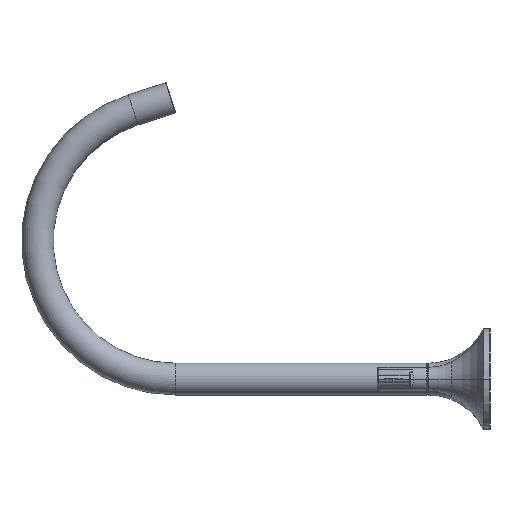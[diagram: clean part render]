
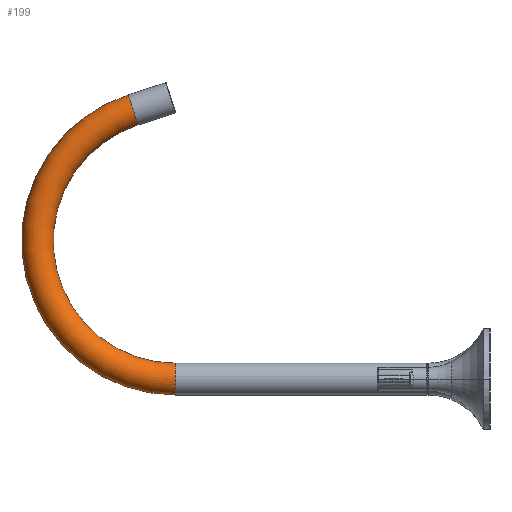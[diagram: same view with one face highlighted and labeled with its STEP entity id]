
A CAD part, left-side view. The second image highlights one B-rep face of the part: STEP entity #199.
In plain terms, the highlighted toroidal (fillet/blend) face has major radius 82.5 mm and minor radius 9.5 mm.
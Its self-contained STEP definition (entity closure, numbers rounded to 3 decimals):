
#79 = CARTESIAN_POINT ( 'NONE',  ( 0., 151., 0. ) ) ;
#134 = CIRCLE ( 'NONE', #2179, 9.5 ) ;
#199 = ADVANCED_FACE ( 'NONE', ( #749 ), #746, .T. ) ;
#281 = CIRCLE ( 'NONE', #511, 73. ) ;
#395 = EDGE_CURVE ( 'NONE', #3088, #2588, #668, .T. ) ;
#511 = AXIS2_PLACEMENT_3D ( 'NONE', #573, #564, #552 ) ;
#552 = DIRECTION ( 'NONE',  ( 0., 0., -1. ) ) ;
#564 = DIRECTION ( 'NONE',  ( 1., 0., 0. ) ) ;
#573 = CARTESIAN_POINT ( 'NONE',  ( 0., 151., 82.5 ) ) ;
#589 = CARTESIAN_POINT ( 'NONE',  ( 0., 151., -9.5 ) ) ;
#668 = CIRCLE ( 'NONE', #1759, 9.5 ) ;
#721 = AXIS2_PLACEMENT_3D ( 'NONE', #1633, #1707, #1543 ) ;
#746 = TOROIDAL_SURFACE ( 'NONE', #2020, 82.5, 9.5 ) ;
#749 = FACE_OUTER_BOUND ( 'NONE', #3057, .T. ) ;
#1070 = CARTESIAN_POINT ( 'NONE',  ( 0., 179.181, 170.078 ) ) ;
#1161 = EDGE_CURVE ( 'NONE', #2530, #2588, #281, .T. ) ;
#1518 = CARTESIAN_POINT ( 'NONE',  ( 0., 173.361, 151.991 ) ) ;
#1520 = ORIENTED_EDGE ( 'NONE', *, *, #395, .F. ) ;
#1533 = EDGE_CURVE ( 'NONE', #1764, #2530, #134, .T. ) ;
#1543 = DIRECTION ( 'NONE',  ( 0., 0., -1. ) ) ;
#1570 = CARTESIAN_POINT ( 'NONE',  ( 0., 151., 9.5 ) ) ;
#1598 = DIRECTION ( 'NONE',  ( 1., 0., 0. ) ) ;
#1633 = CARTESIAN_POINT ( 'NONE',  ( 0., 151., 82.5 ) ) ;
#1707 = DIRECTION ( 'NONE',  ( 1., 0., 0. ) ) ;
#1750 = CIRCLE ( 'NONE', #721, 92. ) ;
#1759 = AXIS2_PLACEMENT_3D ( 'NONE', #2509, #2506, #2494 ) ;
#1764 = VERTEX_POINT ( 'NONE', #589 ) ;
#2020 = AXIS2_PLACEMENT_3D ( 'NONE', #2846, #1598, #3150 ) ;
#2179 = AXIS2_PLACEMENT_3D ( 'NONE', #79, #2296, #2547 ) ;
#2207 = ORIENTED_EDGE ( 'NONE', *, *, #1533, .T. ) ;
#2279 = ORIENTED_EDGE ( 'NONE', *, *, #2514, .F. ) ;
#2296 = DIRECTION ( 'NONE',  ( 0., 1., 0. ) ) ;
#2494 = DIRECTION ( 'NONE',  ( 0., -0.306, -0.952 ) ) ;
#2506 = DIRECTION ( 'NONE',  ( 0., -0.952, 0.306 ) ) ;
#2509 = CARTESIAN_POINT ( 'NONE',  ( 0., 176.271, 161.034 ) ) ;
#2514 = EDGE_CURVE ( 'NONE', #1764, #3088, #1750, .T. ) ;
#2530 = VERTEX_POINT ( 'NONE', #1570 ) ;
#2547 = DIRECTION ( 'NONE',  ( 0., 0., 1. ) ) ;
#2588 = VERTEX_POINT ( 'NONE', #1518 ) ;
#2766 = ORIENTED_EDGE ( 'NONE', *, *, #1161, .T. ) ;
#2846 = CARTESIAN_POINT ( 'NONE',  ( 0., 151., 82.5 ) ) ;
#3057 = EDGE_LOOP ( 'NONE', ( #2279, #2207, #2766, #1520 ) ) ;
#3088 = VERTEX_POINT ( 'NONE', #1070 ) ;
#3150 = DIRECTION ( 'NONE',  ( 0., 0., -1. ) ) ;
